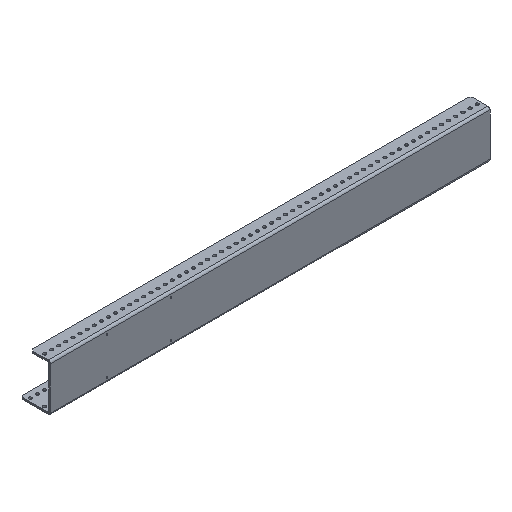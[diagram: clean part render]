
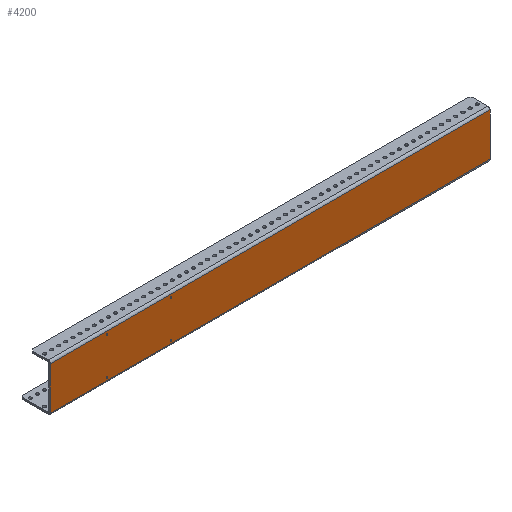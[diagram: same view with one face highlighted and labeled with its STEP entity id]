
A CAD part, isometric view. The second image highlights one B-rep face of the part: STEP entity #4200.
In plain terms, the highlighted planar face has unit normal (0, -1, 0).
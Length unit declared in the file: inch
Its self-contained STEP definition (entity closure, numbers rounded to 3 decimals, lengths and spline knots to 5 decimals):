
#21=LINE('',#7052,#69);
#22=LINE('',#7054,#70);
#23=LINE('',#7056,#71);
#24=LINE('',#7057,#72);
#69=VECTOR('',#5981,3.02);
#70=VECTOR('',#5982,31.);
#71=VECTOR('',#5983,3.02);
#72=VECTOR('',#5984,31.);
#114=PLANE('',#4798);
#329=FACE_BOUND('',#1307,.T.);
#330=FACE_BOUND('',#1308,.T.);
#331=FACE_BOUND('',#1309,.T.);
#332=FACE_BOUND('',#1310,.T.);
#896=FACE_OUTER_BOUND('',#1306,.T.);
#1306=EDGE_LOOP('',(#3331,#3332,#3333,#3334));
#1307=EDGE_LOOP('',(#3335));
#1308=EDGE_LOOP('',(#3336));
#1309=EDGE_LOOP('',(#3337));
#1310=EDGE_LOOP('',(#3338));
#1831=CIRCLE('',#4414,0.05);
#1833=CIRCLE('',#4417,0.05);
#1835=CIRCLE('',#4420,0.05);
#1837=CIRCLE('',#4423,0.05);
#2219=VERTEX_POINT('',#6401);
#2221=VERTEX_POINT('',#6406);
#2223=VERTEX_POINT('',#6411);
#2225=VERTEX_POINT('',#6416);
#2479=VERTEX_POINT('',#7050);
#2480=VERTEX_POINT('',#7051);
#2481=VERTEX_POINT('',#7053);
#2482=VERTEX_POINT('',#7055);
#2631=EDGE_CURVE('',#2219,#2219,#1831,.T.);
#2633=EDGE_CURVE('',#2221,#2221,#1833,.T.);
#2635=EDGE_CURVE('',#2223,#2223,#1835,.T.);
#2637=EDGE_CURVE('',#2225,#2225,#1837,.T.);
#2891=EDGE_CURVE('',#2479,#2480,#21,.T.);
#2892=EDGE_CURVE('',#2479,#2481,#22,.T.);
#2893=EDGE_CURVE('',#2482,#2481,#23,.T.);
#2894=EDGE_CURVE('',#2482,#2480,#24,.T.);
#3331=ORIENTED_EDGE('',*,*,#2891,.F.);
#3332=ORIENTED_EDGE('',*,*,#2892,.T.);
#3333=ORIENTED_EDGE('',*,*,#2893,.F.);
#3334=ORIENTED_EDGE('',*,*,#2894,.T.);
#3335=ORIENTED_EDGE('',*,*,#2631,.T.);
#3336=ORIENTED_EDGE('',*,*,#2633,.T.);
#3337=ORIENTED_EDGE('',*,*,#2635,.T.);
#3338=ORIENTED_EDGE('',*,*,#2637,.T.);
#4200=ADVANCED_FACE('',(#896,#329,#330,#331,#332),#114,.T.);
#4414=AXIS2_PLACEMENT_3D('',#6402,#5207,#5208);
#4417=AXIS2_PLACEMENT_3D('',#6407,#5213,#5214);
#4420=AXIS2_PLACEMENT_3D('',#6412,#5219,#5220);
#4423=AXIS2_PLACEMENT_3D('',#6417,#5225,#5226);
#4798=AXIS2_PLACEMENT_3D('',#7049,#5979,#5980);
#5207=DIRECTION('center_axis',(0.,1.,0.));
#5208=DIRECTION('ref_axis',(0.,0.,1.));
#5213=DIRECTION('center_axis',(0.,1.,0.));
#5214=DIRECTION('ref_axis',(0.,0.,1.));
#5219=DIRECTION('center_axis',(0.,1.,0.));
#5220=DIRECTION('ref_axis',(0.,0.,1.));
#5225=DIRECTION('center_axis',(0.,1.,0.));
#5226=DIRECTION('ref_axis',(0.,0.,1.));
#5979=DIRECTION('center_axis',(0.,-1.,0.));
#5980=DIRECTION('ref_axis',(0.,0.,-1.));
#5981=DIRECTION('',(0.,0.,-1.));
#5982=DIRECTION('',(-1.,0.,0.));
#5983=DIRECTION('',(0.,0.,1.));
#5984=DIRECTION('',(1.,0.,0.));
#6401=CARTESIAN_POINT('',(4.,0.,-0.18));
#6402=CARTESIAN_POINT('Origin',(4.,0.,-0.23));
#6406=CARTESIAN_POINT('',(8.5,0.,-0.18));
#6407=CARTESIAN_POINT('Origin',(8.5,0.,
-0.23));
#6411=CARTESIAN_POINT('',(8.5,0.,-2.8));
#6412=CARTESIAN_POINT('Origin',(8.5,0.,
-2.85));
#6416=CARTESIAN_POINT('',(4.,0.,-2.8));
#6417=CARTESIAN_POINT('Origin',(4.,0.,-2.85));
#7049=CARTESIAN_POINT('Origin',(0.,0.,-3.08));
#7050=CARTESIAN_POINT('',(31.,0.,-0.03));
#7051=CARTESIAN_POINT('',(31.,0.,-3.05));
#7052=CARTESIAN_POINT('',(31.,0.,-3.08));
#7053=CARTESIAN_POINT('',(0.,0.,-0.03));
#7054=CARTESIAN_POINT('',(31.,0.,-0.03));
#7055=CARTESIAN_POINT('',(0.,0.,-3.05));
#7056=CARTESIAN_POINT('',(0.,0.,-3.08));
#7057=CARTESIAN_POINT('',(0.,0.,-3.05));
